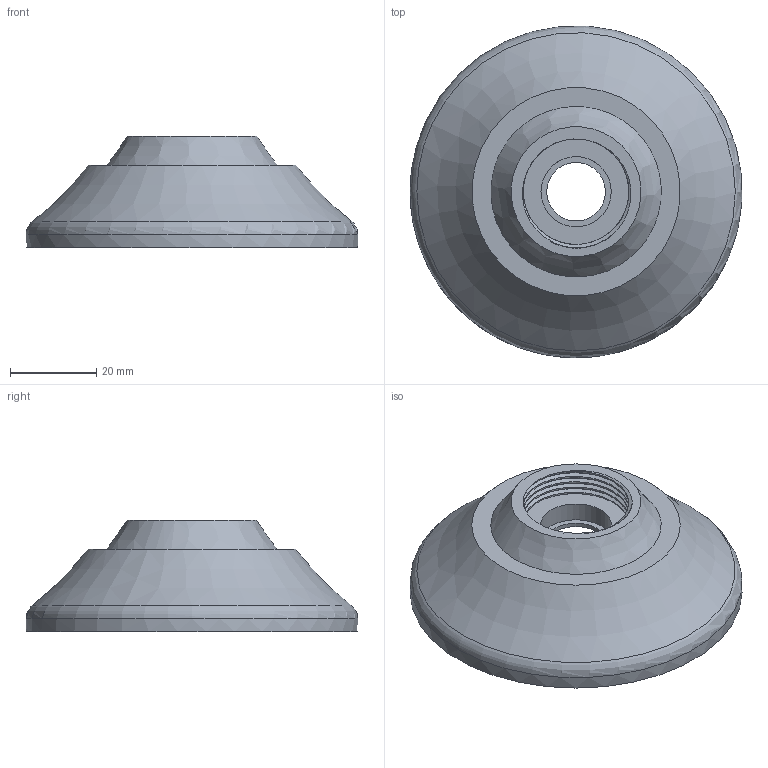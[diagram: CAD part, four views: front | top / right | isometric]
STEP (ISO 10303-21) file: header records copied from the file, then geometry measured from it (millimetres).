
FILE_DESCRIPTION(/* description */ ('STEP AP242','CAx-IF Rec.Pracs.---Representation and Presentation of Product Manufacturing Information (PMI)---4.0---2014-10-13','CAx-IF Rec.Pracs.---3D Tessellated Geometry---0.4---2014-09-14','2;1'),/* implementation_level */ '2;1');
FILE_NAME(/* name */ '68d7c7da0fc1e4b58972a114',/* time_stamp */ '2025-09-27T11:17:47Z',/* author */ (''),/* organization */ (''),/* preprocessor_version */ 'ST-DEVELOPER v20',/* originating_system */ 'ONSHAPE BY PTC INC, 1.204',/* authorisation */ ' ');
FILE_SCHEMA (('AP242_MANAGED_MODEL_BASED_3D_ENGINEERING_MIM_LF { 1 0 10303 442 1 1 4 }'));
Length unit declared in the file: metre
Products named in the file (1): Upper body
Bounding box: 76.96 x 76.9 x 25.81 mm (x, y, z)
Volume: 42504.4 mm3; surface area: 14636.6 mm2
Topology: 1 solids, 1 shells, 21 faces, 45 edges, 30 vertices
Faces by surface type: bspline 8, plane 6, cylinder 5, cone 1, torus 1
Full cylindrical faces by diameter (mm): 13.6 x1, 16.3 x1, 77 x1
Entity records: 2274 total; most frequent: CARTESIAN_POINT 1901, ORIENTED_EDGE 70, DIRECTION 56, EDGE_CURVE 35, EDGE_LOOP 34, FACE_BOUND 34, AXIS2_PLACEMENT_3D 28, VERTEX_POINT 27
